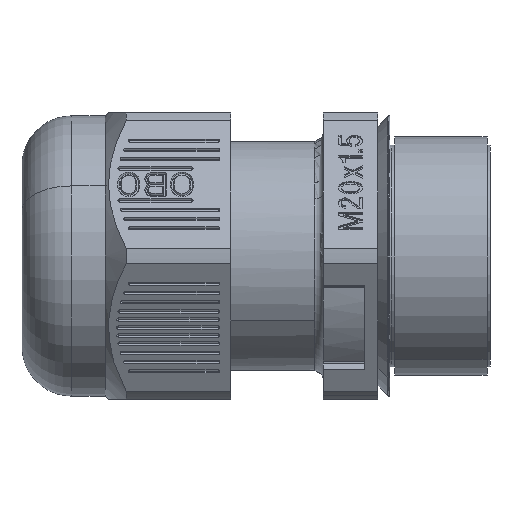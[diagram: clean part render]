
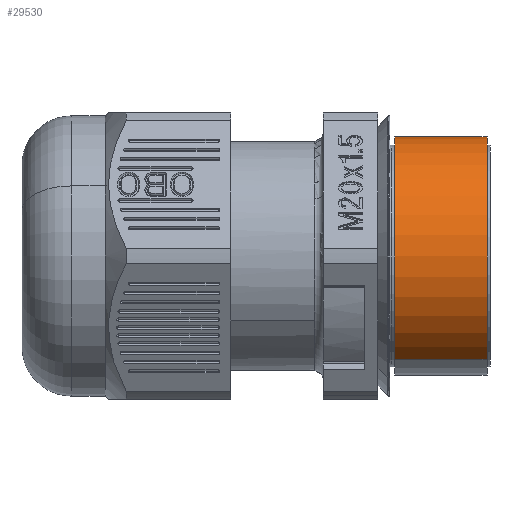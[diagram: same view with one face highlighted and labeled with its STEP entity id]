
A CAD part, left-side view. The second image highlights one B-rep face of the part: STEP entity #29530.
In plain terms, the highlighted cylindrical face has radius 10 mm (diameter 20 mm), a partial arc.
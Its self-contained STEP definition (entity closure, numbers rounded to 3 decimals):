
#22010=CARTESIAN_POINT('',(0.,-51.879,0.));
#22011=DIRECTION('',(0.,-1.,0.));
#22012=DIRECTION('',(-1.,0.,0.));
#22013=AXIS2_PLACEMENT_3D('',#22010,#22011,#22012);
#22030=DIRECTION('',(0.,-1.,0.));
#22031=VECTOR('',#22030,7.75);
#22032=CARTESIAN_POINT('',(10.,-44.129,0.));
#22033=LINE('',#22032,#22031);
#22034=DIRECTION('',(0.,-1.,0.));
#22035=VECTOR('',#22034,7.75);
#22036=CARTESIAN_POINT('',(-10.,-44.129,0.));
#22037=LINE('',#22036,#22035);
#22038=CARTESIAN_POINT('',(0.,-44.129,0.));
#22039=DIRECTION('',(0.,1.,0.));
#22040=DIRECTION('',(1.,0.,0.));
#22041=AXIS2_PLACEMENT_3D('',#22038,#22039,#22040);
#23475=CARTESIAN_POINT('',(-10.,-44.129,0.));
#23476=CARTESIAN_POINT('',(10.,-44.129,0.));
#23477=VERTEX_POINT('',#23475);
#23478=VERTEX_POINT('',#23476);
#23479=CARTESIAN_POINT('',(10.,-51.879,0.));
#23480=VERTEX_POINT('',#23479);
#23481=CARTESIAN_POINT('',(-10.,-51.879,0.));
#23482=VERTEX_POINT('',#23481);
#29516=CARTESIAN_POINT('',(0.,-48.004,0.));
#29517=DIRECTION('',(0.,1.,0.));
#29518=DIRECTION('',(1.,0.,0.));
#29519=AXIS2_PLACEMENT_3D('',#29516,#29517,#29518);
#29520=CYLINDRICAL_SURFACE('',#29519,10.);
#29521=ORIENTED_EDGE('',*,*,#29505,.T.);
#29523=ORIENTED_EDGE('',*,*,#29522,.F.);
#29525=ORIENTED_EDGE('',*,*,#29524,.T.);
#29527=ORIENTED_EDGE('',*,*,#29526,.T.);
#29528=EDGE_LOOP('',(#29521,#29523,#29525,#29527));
#29529=FACE_OUTER_BOUND('',#29528,.F.);
#29530=ADVANCED_FACE('',(#29529),#29520,.T.);
#22014=CIRCLE('',#22013,10.);
#22042=CIRCLE('',#22041,10.);
#29505=EDGE_CURVE('',#23482,#23480,#22014,.T.);
#29522=EDGE_CURVE('',#23478,#23480,#22033,.T.);
#29524=EDGE_CURVE('',#23478,#23477,#22042,.T.);
#29526=EDGE_CURVE('',#23477,#23482,#22037,.T.);
